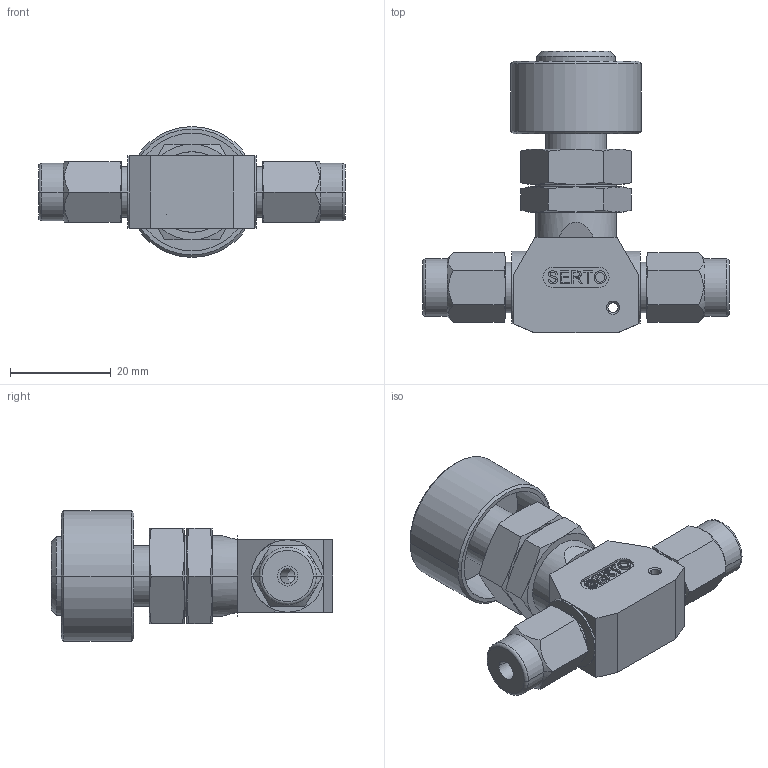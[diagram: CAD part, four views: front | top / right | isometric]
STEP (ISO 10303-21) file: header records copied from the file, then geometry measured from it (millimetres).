
FILE_DESCRIPTION((''),'2;1');
FILE_NAME('SONV41C2144HIHI','2015-04-10T',('u317927'),('Danfoss'),'PRO/ENGINEER BY PARAMETRIC TECHNOLOGY CORPORATION, 2014000','PRO/ENGINEER BY PARAMETRIC TECHNOLOGY CORPORATION, 2014000','');
FILE_SCHEMA(('CONFIG_CONTROL_DESIGN'));
Length unit declared in the file: millimetre
Products named in the file (1): SONV41C2144HIHI
Bounding box: 61 x 56 x 26 mm (x, y, z)
Volume: 19920.6 mm3; surface area: 10206.2 mm2
Topology: 1 solids, 4 shells, 580 faces, 1558 edges, 1013 vertices
Faces by surface type: plane 456, cylinder 64, cone 56, torus 4
Entity records: 18318 total; most frequent: CARTESIAN_POINT 3801, ORIENTED_EDGE 3100, DIRECTION 2805, EDGE_CURVE 1556, VECTOR 1265, LINE 1265, VERTEX_POINT 1013, AXIS2_PLACEMENT_3D 770
